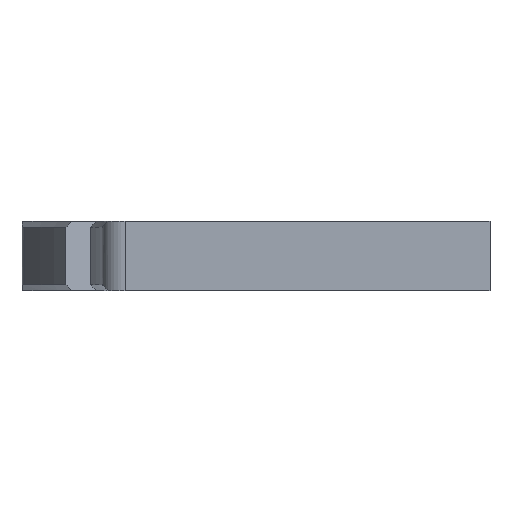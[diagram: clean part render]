
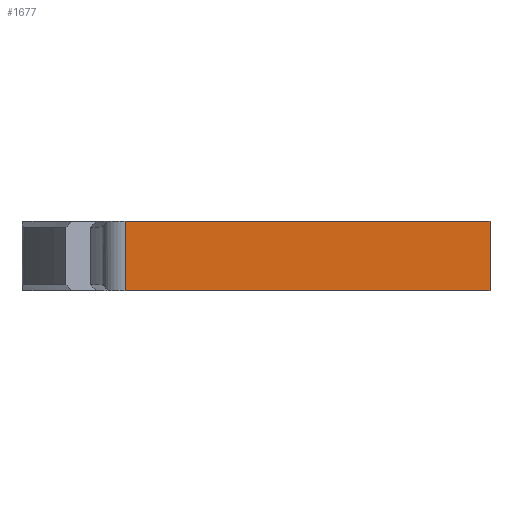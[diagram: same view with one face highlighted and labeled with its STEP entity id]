
A CAD part, front view. The second image highlights one B-rep face of the part: STEP entity #1677.
In plain terms, the highlighted planar face has unit normal (0, -1, 0).
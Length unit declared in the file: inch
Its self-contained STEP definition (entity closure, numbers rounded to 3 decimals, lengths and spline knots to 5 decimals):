
#29 = CARTESIAN_POINT ( 'NONE',  ( 4.219, 0., 0. ) ) ;
#106 = DIRECTION ( 'NONE',  ( 1., 0., 0. ) ) ;
#196 = DIRECTION ( 'NONE',  ( 0., -1., 0. ) ) ;
#347 = ORIENTED_EDGE ( 'NONE', *, *, #394, .T. ) ;
#384 = VERTEX_POINT ( 'NONE', #974 ) ;
#394 = EDGE_CURVE ( 'NONE', #451, #692, #1489, .T. ) ;
#451 = VERTEX_POINT ( 'NONE', #536 ) ;
#536 = CARTESIAN_POINT ( 'NONE',  ( 4.3422, 0., 0. ) ) ;
#556 = DIRECTION ( 'NONE',  ( 0., 0., -1. ) ) ;
#656 = VERTEX_POINT ( 'NONE', #1892 ) ;
#692 = VERTEX_POINT ( 'NONE', #1326 ) ;
#728 = VECTOR ( 'NONE', #839, 39.37008 ) ;
#731 = VECTOR ( 'NONE', #556, 39.37008 ) ;
#737 = CARTESIAN_POINT ( 'NONE',  ( 4.3422, 0., -0.3425 ) ) ;
#763 = ORIENTED_EDGE ( 'NONE', *, *, #1680, .T. ) ;
#814 = ORIENTED_EDGE ( 'NONE', *, *, #925, .T. ) ;
#834 = DIRECTION ( 'NONE',  ( 0., 0., 1. ) ) ;
#839 = DIRECTION ( 'NONE',  ( 1., 0., 0. ) ) ;
#925 = EDGE_CURVE ( 'NONE', #692, #384, #1948, .T. ) ;
#933 = EDGE_LOOP ( 'NONE', ( #1500, #347, #814, #763 ) ) ;
#962 = PLANE ( 'NONE',  #1415 ) ;
#974 = CARTESIAN_POINT ( 'NONE',  ( 6.3125, 0., -0.3735 ) ) ;
#1023 = VECTOR ( 'NONE', #834, 39.37008 ) ;
#1263 = EDGE_CURVE ( 'NONE', #451, #656, #1766, .T. ) ;
#1267 = VECTOR ( 'NONE', #106, 39.37008 ) ;
#1298 = LINE ( 'NONE', #1742, #1023 ) ;
#1326 = CARTESIAN_POINT ( 'NONE',  ( 4.3422, 0., -0.3735 ) ) ;
#1415 = AXIS2_PLACEMENT_3D ( 'NONE', #1582, #196, #1432 ) ;
#1432 = DIRECTION ( 'NONE',  ( 0., 0., -1. ) ) ;
#1447 = FACE_OUTER_BOUND ( 'NONE', #933, .T. ) ;
#1489 = LINE ( 'NONE', #737, #731 ) ;
#1500 = ORIENTED_EDGE ( 'NONE', *, *, #1263, .F. ) ;
#1582 = CARTESIAN_POINT ( 'NONE',  ( 4.219, 0., -0.3735 ) ) ;
#1677 = ADVANCED_FACE ( 'NONE', ( #1447 ), #962, .T. ) ;
#1680 = EDGE_CURVE ( 'NONE', #384, #656, #1298, .T. ) ;
#1742 = CARTESIAN_POINT ( 'NONE',  ( 6.3125, 0., -0.3735 ) ) ;
#1766 = LINE ( 'NONE', #29, #728 ) ;
#1786 = CARTESIAN_POINT ( 'NONE',  ( 4.219, 0., -0.3735 ) ) ;
#1892 = CARTESIAN_POINT ( 'NONE',  ( 6.3125, 0., 0. ) ) ;
#1948 = LINE ( 'NONE', #1786, #1267 ) ;
